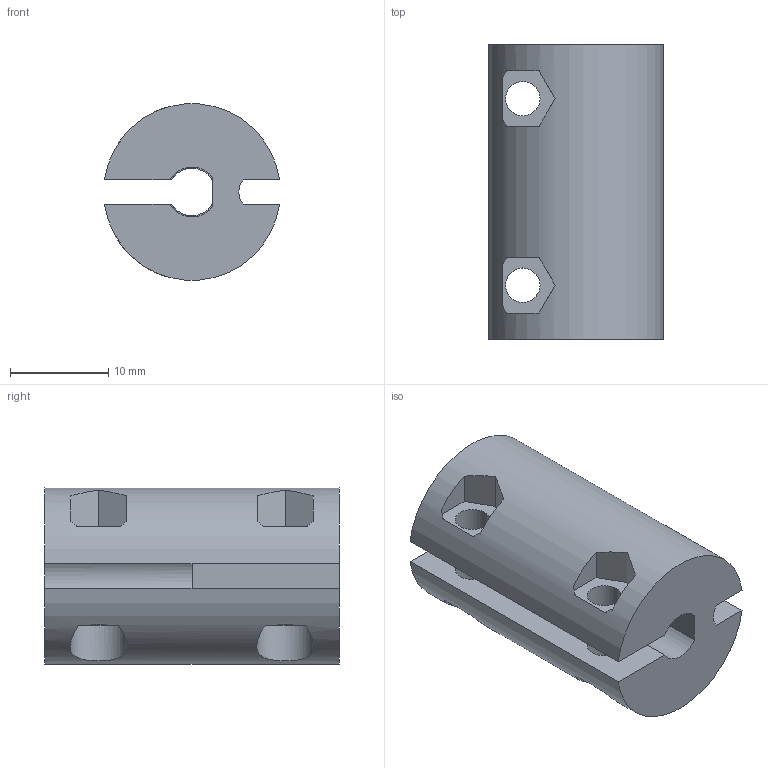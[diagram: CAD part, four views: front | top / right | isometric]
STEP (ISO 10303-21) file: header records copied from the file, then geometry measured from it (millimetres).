
FILE_DESCRIPTION(/* description */ (''),/* implementation_level */ '2;1');
FILE_NAME(/* name */ 'MotorCoupler.stp',/* time_stamp */ '2024-03-01T21:55:28+01:00',/* author */ ('tadea'),/* organization */ (''),/* preprocessor_version */ 'ST-DEVELOPER v18.1',/* originating_system */ 'Autodesk Inventor 2022',/* authorisation */ '');
FILE_SCHEMA (('AUTOMOTIVE_DESIGN { 1 0 10303 214 3 1 1 }'));
Length unit declared in the file: millimetre
Products named in the file (1): CouplerDIY2.0
Bounding box: 17.83 x 30 x 17.94 mm (x, y, z)
Volume: 5903.5 mm3; surface area: 3259.3 mm2
Topology: 1 solids, 1 shells, 40 faces, 106 edges, 70 vertices
Faces by surface type: plane 26, cylinder 12, cone 2
Full cylindrical faces by diameter (mm): 3.5 x4
Entity records: 1374 total; most frequent: CARTESIAN_POINT 282, DIRECTION 222, ORIENTED_EDGE 212, EDGE_CURVE 106, AXIS2_PLACEMENT_3D 81, VERTEX_POINT 70, LINE 60, VECTOR 60
